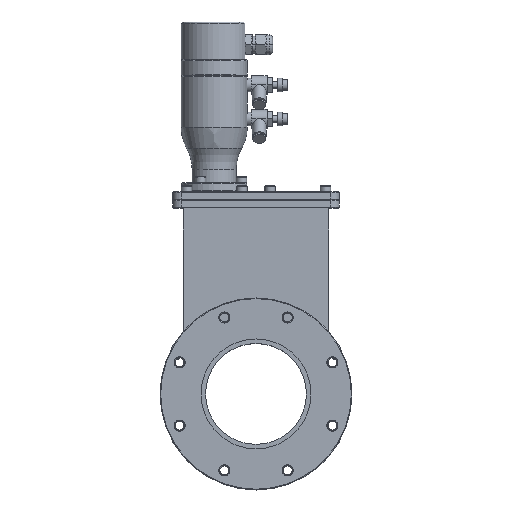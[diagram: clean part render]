
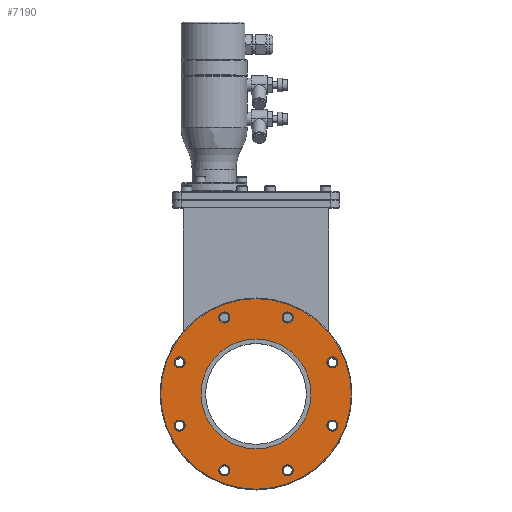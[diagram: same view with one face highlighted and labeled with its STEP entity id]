
A CAD part, top view. The second image highlights one B-rep face of the part: STEP entity #7190.
In plain terms, the highlighted planar face has unit normal (0, 0, 1).
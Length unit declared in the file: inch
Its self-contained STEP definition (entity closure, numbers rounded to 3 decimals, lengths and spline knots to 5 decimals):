
#239=CARTESIAN_POINT('',(0.,0.,0.9845));
#240=DIRECTION('',(0.,0.,-1.));
#241=DIRECTION('',(0.,1.,0.));
#242=AXIS2_PLACEMENT_3D('',#239,#240,#241);
#244=CARTESIAN_POINT('',(0.,0.,0.9845));
#245=DIRECTION('',(0.,0.,-1.));
#246=DIRECTION('',(0.,-1.,0.));
#247=AXIS2_PLACEMENT_3D('',#244,#245,#246);
#249=CARTESIAN_POINT('',(2.27321,0.94159,0.9845));
#250=DIRECTION('',(0.,0.,1.));
#251=DIRECTION('',(-1.,0.,0.));
#252=AXIS2_PLACEMENT_3D('',#249,#250,#251);
#254=CARTESIAN_POINT('',(2.27321,0.94159,0.9845));
#255=DIRECTION('',(0.,0.,1.));
#256=DIRECTION('',(1.,0.,0.));
#257=AXIS2_PLACEMENT_3D('',#254,#255,#256);
#259=CARTESIAN_POINT('',(0.94159,2.27321,0.9845));
#260=DIRECTION('',(0.,0.,1.));
#261=DIRECTION('',(-1.,0.,0.));
#262=AXIS2_PLACEMENT_3D('',#259,#260,#261);
#264=CARTESIAN_POINT('',(0.94159,2.27321,0.9845));
#265=DIRECTION('',(0.,0.,1.));
#266=DIRECTION('',(1.,0.,0.));
#267=AXIS2_PLACEMENT_3D('',#264,#265,#266);
#269=CARTESIAN_POINT('',(-0.94159,2.27321,0.9845));
#270=DIRECTION('',(0.,0.,1.));
#271=DIRECTION('',(-1.,0.,0.));
#272=AXIS2_PLACEMENT_3D('',#269,#270,#271);
#274=CARTESIAN_POINT('',(-0.94159,2.27321,0.9845));
#275=DIRECTION('',(0.,0.,1.));
#276=DIRECTION('',(1.,0.,0.));
#277=AXIS2_PLACEMENT_3D('',#274,#275,#276);
#279=CARTESIAN_POINT('',(-2.27321,0.94159,0.9845));
#280=DIRECTION('',(0.,0.,1.));
#281=DIRECTION('',(-1.,0.,0.));
#282=AXIS2_PLACEMENT_3D('',#279,#280,#281);
#284=CARTESIAN_POINT('',(-2.27321,0.94159,0.9845));
#285=DIRECTION('',(0.,0.,1.));
#286=DIRECTION('',(1.,0.,0.));
#287=AXIS2_PLACEMENT_3D('',#284,#285,#286);
#289=CARTESIAN_POINT('',(-2.27321,-0.94159,0.9845));
#290=DIRECTION('',(0.,0.,1.));
#291=DIRECTION('',(-1.,0.,0.));
#292=AXIS2_PLACEMENT_3D('',#289,#290,#291);
#294=CARTESIAN_POINT('',(-2.27321,-0.94159,0.9845));
#295=DIRECTION('',(0.,0.,1.));
#296=DIRECTION('',(1.,0.,0.));
#297=AXIS2_PLACEMENT_3D('',#294,#295,#296);
#299=CARTESIAN_POINT('',(-0.94159,-2.27321,0.9845));
#300=DIRECTION('',(0.,0.,1.));
#301=DIRECTION('',(-1.,0.,0.));
#302=AXIS2_PLACEMENT_3D('',#299,#300,#301);
#304=CARTESIAN_POINT('',(-0.94159,-2.27321,0.9845));
#305=DIRECTION('',(0.,0.,1.));
#306=DIRECTION('',(1.,0.,0.));
#307=AXIS2_PLACEMENT_3D('',#304,#305,#306);
#309=CARTESIAN_POINT('',(0.94159,-2.27321,0.9845));
#310=DIRECTION('',(0.,0.,1.));
#311=DIRECTION('',(-1.,0.,0.));
#312=AXIS2_PLACEMENT_3D('',#309,#310,#311);
#314=CARTESIAN_POINT('',(0.94159,-2.27321,0.9845));
#315=DIRECTION('',(0.,0.,1.));
#316=DIRECTION('',(1.,0.,0.));
#317=AXIS2_PLACEMENT_3D('',#314,#315,#316);
#319=CARTESIAN_POINT('',(2.27321,-0.94159,0.9845));
#320=DIRECTION('',(0.,0.,1.));
#321=DIRECTION('',(-1.,0.,0.));
#322=AXIS2_PLACEMENT_3D('',#319,#320,#321);
#324=CARTESIAN_POINT('',(2.27321,-0.94159,0.9845));
#325=DIRECTION('',(0.,0.,1.));
#326=DIRECTION('',(1.,0.,0.));
#327=AXIS2_PLACEMENT_3D('',#324,#325,#326);
#329=CARTESIAN_POINT('',(0.,0.,0.9845));
#330=DIRECTION('',(0.,0.,-1.));
#331=DIRECTION('',(-1.,0.,0.));
#332=AXIS2_PLACEMENT_3D('',#329,#330,#331);
#334=CARTESIAN_POINT('',(0.,0.,0.9845));
#335=DIRECTION('',(0.,0.,-1.));
#336=DIRECTION('',(1.,0.,0.));
#337=AXIS2_PLACEMENT_3D('',#334,#335,#336);
#6167=CARTESIAN_POINT('',(0.,2.8345,0.9845));
#6168=CARTESIAN_POINT('',(0.,-2.8345,0.9845));
#6169=VERTEX_POINT('',#6167);
#6170=VERTEX_POINT('',#6168);
#6189=CARTESIAN_POINT('',(2.10921,0.94159,0.9845));
#6190=CARTESIAN_POINT('',(2.43721,0.94159,0.9845));
#6191=VERTEX_POINT('',#6189);
#6192=VERTEX_POINT('',#6190);
#6201=CARTESIAN_POINT('',(0.77759,2.27321,0.9845));
#6202=CARTESIAN_POINT('',(1.10559,2.27321,0.9845));
#6203=VERTEX_POINT('',#6201);
#6204=VERTEX_POINT('',#6202);
#6213=CARTESIAN_POINT('',(-1.10559,2.27321,0.9845));
#6214=CARTESIAN_POINT('',(-0.77759,2.27321,0.9845));
#6215=VERTEX_POINT('',#6213);
#6216=VERTEX_POINT('',#6214);
#6223=CARTESIAN_POINT('',(-2.43721,0.94159,0.9845));
#6224=CARTESIAN_POINT('',(-2.10921,0.94159,0.9845));
#6225=VERTEX_POINT('',#6223);
#6226=VERTEX_POINT('',#6224);
#6233=CARTESIAN_POINT('',(-2.43721,-0.94159,0.9845));
#6234=CARTESIAN_POINT('',(-2.10921,-0.94159,0.9845));
#6235=VERTEX_POINT('',#6233);
#6236=VERTEX_POINT('',#6234);
#6241=CARTESIAN_POINT('',(-1.10559,-2.27321,0.9845));
#6242=CARTESIAN_POINT('',(-0.77759,-2.27321,0.9845));
#6243=VERTEX_POINT('',#6241);
#6244=VERTEX_POINT('',#6242);
#6249=CARTESIAN_POINT('',(0.77759,-2.27321,0.9845));
#6250=CARTESIAN_POINT('',(1.10559,-2.27321,0.9845));
#6251=VERTEX_POINT('',#6249);
#6252=VERTEX_POINT('',#6250);
#6263=CARTESIAN_POINT('',(2.10921,-0.94159,0.9845));
#6264=CARTESIAN_POINT('',(2.43721,-0.94159,0.9845));
#6265=VERTEX_POINT('',#6263);
#6266=VERTEX_POINT('',#6264);
#6867=CARTESIAN_POINT('',(-1.634,0.,0.9845));
#6868=CARTESIAN_POINT('',(1.634,0.,0.9845));
#6869=VERTEX_POINT('',#6867);
#6870=VERTEX_POINT('',#6868);
#7126=CARTESIAN_POINT('',(0.,0.,0.9845));
#7127=DIRECTION('',(0.,0.,-1.));
#7128=DIRECTION('',(0.,-1.,0.));
#7129=AXIS2_PLACEMENT_3D('',#7126,#7127,#7128);
#7130=PLANE('',#7129);
#7132=ORIENTED_EDGE('',*,*,#7131,.T.);
#7134=ORIENTED_EDGE('',*,*,#7133,.T.);
#7135=EDGE_LOOP('',(#7132,#7134));
#7136=FACE_OUTER_BOUND('',#7135,.F.);
#7138=ORIENTED_EDGE('',*,*,#7137,.T.);
#7140=ORIENTED_EDGE('',*,*,#7139,.T.);
#7141=EDGE_LOOP('',(#7138,#7140));
#7142=FACE_BOUND('',#7141,.F.);
#7144=ORIENTED_EDGE('',*,*,#7143,.T.);
#7146=ORIENTED_EDGE('',*,*,#7145,.T.);
#7147=EDGE_LOOP('',(#7144,#7146));
#7148=FACE_BOUND('',#7147,.F.);
#7150=ORIENTED_EDGE('',*,*,#7149,.T.);
#7152=ORIENTED_EDGE('',*,*,#7151,.T.);
#7153=EDGE_LOOP('',(#7150,#7152));
#7154=FACE_BOUND('',#7153,.F.);
#7156=ORIENTED_EDGE('',*,*,#7155,.T.);
#7158=ORIENTED_EDGE('',*,*,#7157,.T.);
#7159=EDGE_LOOP('',(#7156,#7158));
#7160=FACE_BOUND('',#7159,.F.);
#7162=ORIENTED_EDGE('',*,*,#7161,.T.);
#7164=ORIENTED_EDGE('',*,*,#7163,.T.);
#7165=EDGE_LOOP('',(#7162,#7164));
#7166=FACE_BOUND('',#7165,.F.);
#7168=ORIENTED_EDGE('',*,*,#7167,.T.);
#7169=ORIENTED_EDGE('',*,*,#7116,.T.);
#7170=EDGE_LOOP('',(#7168,#7169));
#7171=FACE_BOUND('',#7170,.F.);
#7173=ORIENTED_EDGE('',*,*,#7172,.T.);
#7175=ORIENTED_EDGE('',*,*,#7174,.T.);
#7176=EDGE_LOOP('',(#7173,#7175));
#7177=FACE_BOUND('',#7176,.F.);
#7179=ORIENTED_EDGE('',*,*,#7178,.T.);
#7181=ORIENTED_EDGE('',*,*,#7180,.T.);
#7182=EDGE_LOOP('',(#7179,#7181));
#7183=FACE_BOUND('',#7182,.F.);
#7185=ORIENTED_EDGE('',*,*,#7184,.F.);
#7187=ORIENTED_EDGE('',*,*,#7186,.F.);
#7188=EDGE_LOOP('',(#7185,#7187));
#7189=FACE_BOUND('',#7188,.F.);
#7190=ADVANCED_FACE('',(#7136,#7142,#7148,#7154,#7160,#7166,#7171,#7177,#7183,
#7189),#7130,.F.);
#243=CIRCLE('',#242,2.8345);
#248=CIRCLE('',#247,2.8345);
#253=CIRCLE('',#252,0.164);
#258=CIRCLE('',#257,0.164);
#263=CIRCLE('',#262,0.164);
#268=CIRCLE('',#267,0.164);
#273=CIRCLE('',#272,0.164);
#278=CIRCLE('',#277,0.164);
#283=CIRCLE('',#282,0.164);
#288=CIRCLE('',#287,0.164);
#293=CIRCLE('',#292,0.164);
#298=CIRCLE('',#297,0.164);
#303=CIRCLE('',#302,0.164);
#308=CIRCLE('',#307,0.164);
#313=CIRCLE('',#312,0.164);
#318=CIRCLE('',#317,0.164);
#323=CIRCLE('',#322,0.164);
#328=CIRCLE('',#327,0.164);
#333=CIRCLE('',#332,1.634);
#338=CIRCLE('',#337,1.634);
#7116=EDGE_CURVE('',#6244,#6243,#308,.T.);
#7131=EDGE_CURVE('',#6169,#6170,#243,.T.);
#7133=EDGE_CURVE('',#6170,#6169,#248,.T.);
#7137=EDGE_CURVE('',#6191,#6192,#253,.T.);
#7139=EDGE_CURVE('',#6192,#6191,#258,.T.);
#7143=EDGE_CURVE('',#6203,#6204,#263,.T.);
#7145=EDGE_CURVE('',#6204,#6203,#268,.T.);
#7149=EDGE_CURVE('',#6215,#6216,#273,.T.);
#7151=EDGE_CURVE('',#6216,#6215,#278,.T.);
#7155=EDGE_CURVE('',#6225,#6226,#283,.T.);
#7157=EDGE_CURVE('',#6226,#6225,#288,.T.);
#7161=EDGE_CURVE('',#6235,#6236,#293,.T.);
#7163=EDGE_CURVE('',#6236,#6235,#298,.T.);
#7167=EDGE_CURVE('',#6243,#6244,#303,.T.);
#7172=EDGE_CURVE('',#6251,#6252,#313,.T.);
#7174=EDGE_CURVE('',#6252,#6251,#318,.T.);
#7178=EDGE_CURVE('',#6265,#6266,#323,.T.);
#7180=EDGE_CURVE('',#6266,#6265,#328,.T.);
#7184=EDGE_CURVE('',#6869,#6870,#333,.T.);
#7186=EDGE_CURVE('',#6870,#6869,#338,.T.);
